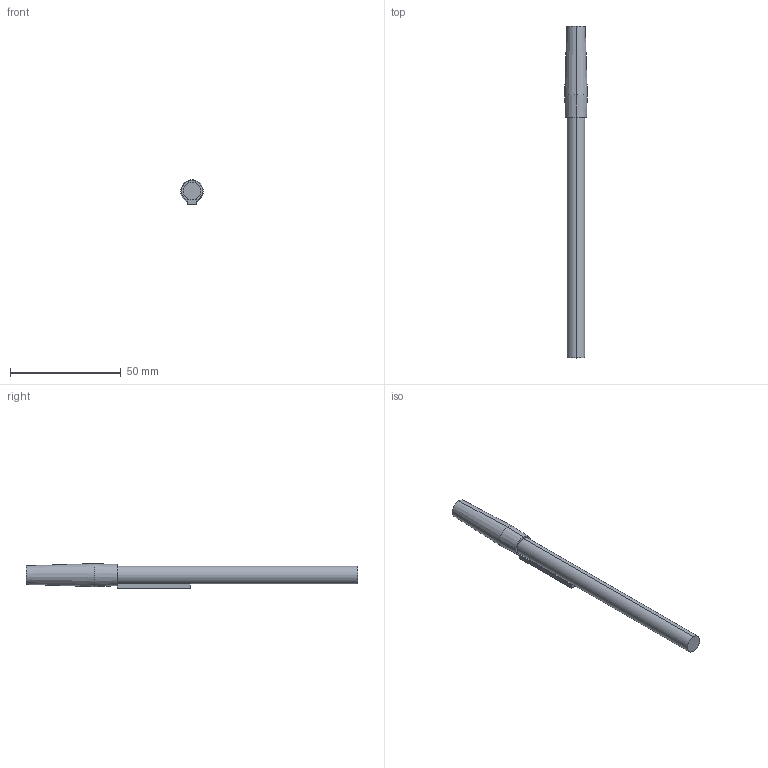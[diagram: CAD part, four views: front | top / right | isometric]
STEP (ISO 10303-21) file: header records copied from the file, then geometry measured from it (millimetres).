
FILE_DESCRIPTION((''),'2;1');
FILE_NAME('STIFT','2026-02-09T09:45:54',('Samuel'),(''),'CREO PARAMETRIC BY PTC INC, 2023073','CREO PARAMETRIC BY PTC INC, 2023073','');
FILE_SCHEMA(('CONFIG_CONTROL_DESIGN'));
Length unit declared in the file: millimetre
Products named in the file (1): STIFT
Bounding box: 10.4 x 150 x 11.2 mm (x, y, z)
Volume: 8729.7 mm3; surface area: 4540.9 mm2
Topology: 1 solids, 1 shells, 15 faces, 33 edges, 20 vertices
Faces by surface type: plane 9, cone 4, cylinder 2
Entity records: 449 total; most frequent: DIRECTION 75, CARTESIAN_POINT 68, ORIENTED_EDGE 66, EDGE_CURVE 33, AXIS2_PLACEMENT_3D 27, VECTOR 21, LINE 21, VERTEX_POINT 20
